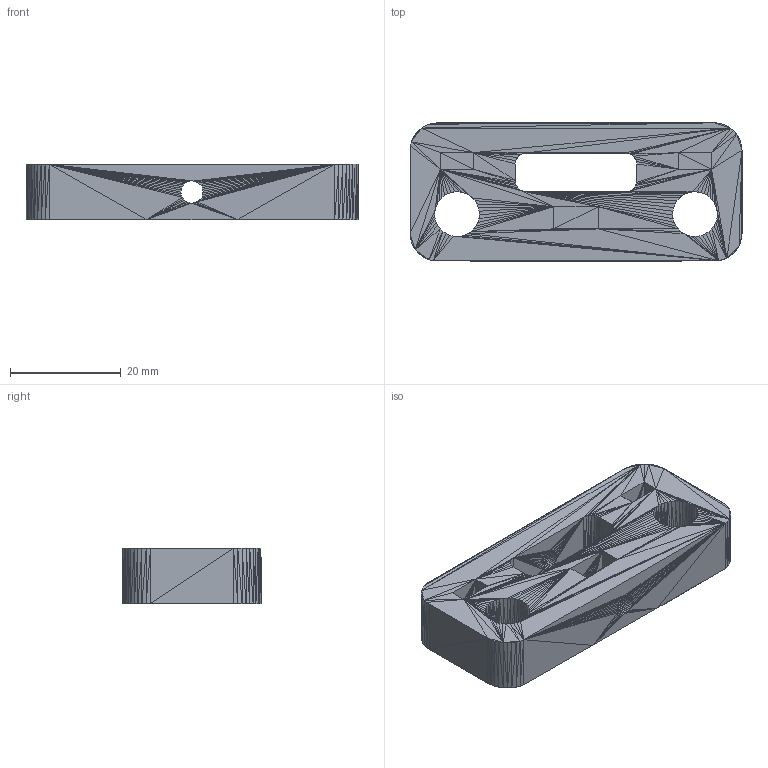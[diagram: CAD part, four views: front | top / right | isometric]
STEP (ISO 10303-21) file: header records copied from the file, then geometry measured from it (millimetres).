
FILE_DESCRIPTION((''),'2;1');
FILE_NAME('Y Support Back', '2026-02-18T06:56:05', (''), (''), 'ImageToStl.com STEP Converter','', '');
FILE_SCHEMA(('AUTOMOTIVE_DESIGN_CC2'));
Length unit declared in the file: metre
Products named in the file (1): product0
Bounding box: 60 x 25 x 10 mm (x, y, z)
Surface area: 5845.6 mm2 (no closed solid volume)
Topology: 0 solids, 1500 shells, 1500 faces, 4500 edges, 732 vertices
Faces by surface type: plane 1500
Entity records: 34492 total; most frequent: DIRECTION 7502, ORIENTED_EDGE 4500, EDGE_CURVE 4500, LINE 4500, VECTOR 4500, AXIS2_PLACEMENT_3D 1501, FACE_SURFACE 1500, PLANE 1500
